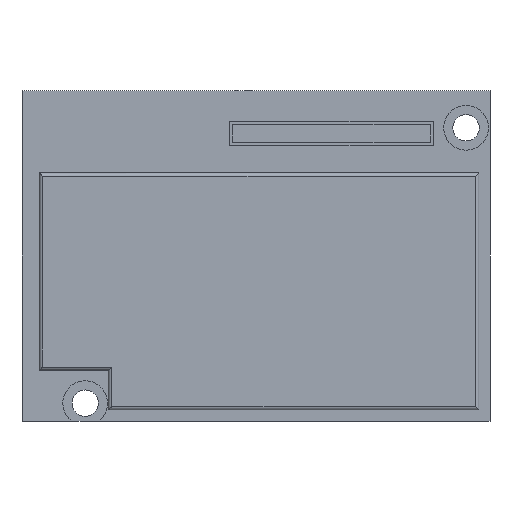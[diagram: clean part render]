
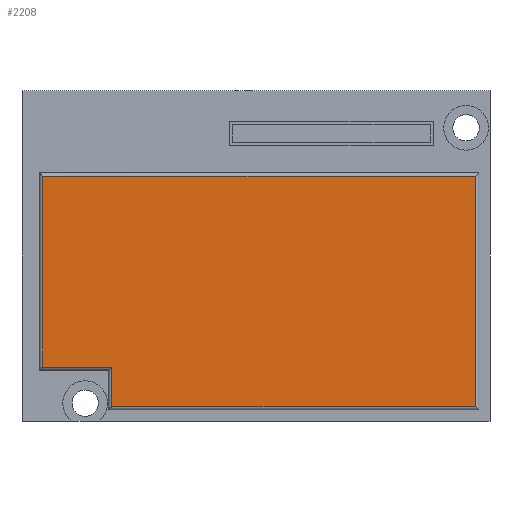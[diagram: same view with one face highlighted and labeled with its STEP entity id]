
A CAD part, front view. The second image highlights one B-rep face of the part: STEP entity #2208.
In plain terms, the highlighted planar face has unit normal (0, -1, 0).
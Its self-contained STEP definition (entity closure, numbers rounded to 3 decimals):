
#110 = CARTESIAN_POINT ( 'NONE',  ( -16.22, -1.5, -8.69 ) ) ;
#133 = LINE ( 'NONE', #2025, #1579 ) ;
#197 = LINE ( 'NONE', #2386, #2801 ) ;
#282 = ORIENTED_EDGE ( 'NONE', *, *, #2083, .T. ) ;
#317 = DIRECTION ( 'NONE',  ( 0., 0., -1. ) ) ;
#326 = DIRECTION ( 'NONE',  ( 1., 0., 0. ) ) ;
#349 = DIRECTION ( 'NONE',  ( 1., 0., 0. ) ) ;
#391 = VECTOR ( 'NONE', #775, 1000. ) ;
#403 = CARTESIAN_POINT ( 'NONE',  ( -10.97, -1.5, -8.44 ) ) ;
#499 = VECTOR ( 'NONE', #317, 1000. ) ;
#501 = ORIENTED_EDGE ( 'NONE', *, *, #1580, .T. ) ;
#526 = VERTEX_POINT ( 'NONE', #2197 ) ;
#677 = CARTESIAN_POINT ( 'NONE',  ( -10.97, -1.5, -11.44 ) ) ;
#690 = CARTESIAN_POINT ( 'NONE',  ( 16.93, -1.5, -11.44 ) ) ;
#704 = EDGE_LOOP ( 'NONE', ( #1025, #282, #3007, #501, #2308, #2394 ) ) ;
#775 = DIRECTION ( 'NONE',  ( 0., 0., -1. ) ) ;
#813 = FACE_OUTER_BOUND ( 'NONE', #704, .T. ) ;
#852 = CARTESIAN_POINT ( 'NONE',  ( -16.22, -1.5, -8.44 ) ) ;
#925 = DIRECTION ( 'NONE',  ( 0., -1., 0. ) ) ;
#935 = EDGE_CURVE ( 'NONE', #526, #1676, #2137, .T. ) ;
#964 = LINE ( 'NONE', #690, #2744 ) ;
#1025 = ORIENTED_EDGE ( 'NONE', *, *, #2738, .T. ) ;
#1297 = CARTESIAN_POINT ( 'NONE',  ( 16.68, -1.5, -11.44 ) ) ;
#1396 = PLANE ( 'NONE',  #1816 ) ;
#1474 = CARTESIAN_POINT ( 'NONE',  ( -16.47, -1.5, 6.06 ) ) ;
#1579 = VECTOR ( 'NONE', #2990, 1000. ) ;
#1580 = EDGE_CURVE ( 'NONE', #2393, #526, #133, .T. ) ;
#1676 = VERTEX_POINT ( 'NONE', #1790 ) ;
#1698 = DIRECTION ( 'NONE',  ( -1., 0., 0. ) ) ;
#1790 = CARTESIAN_POINT ( 'NONE',  ( -16.22, -1.5, 6.06 ) ) ;
#1816 = AXIS2_PLACEMENT_3D ( 'NONE', #2532, #925, #2318 ) ;
#1824 = EDGE_CURVE ( 'NONE', #1676, #2181, #2101, .T. ) ;
#1848 = CARTESIAN_POINT ( 'NONE',  ( -10.97, -1.5, -11.69 ) ) ;
#2025 = CARTESIAN_POINT ( 'NONE',  ( 16.68, -1.5, 6.31 ) ) ;
#2083 = EDGE_CURVE ( 'NONE', #2335, #2542, #2154, .T. ) ;
#2101 = LINE ( 'NONE', #110, #499 ) ;
#2114 = EDGE_CURVE ( 'NONE', #2542, #2393, #964, .T. ) ;
#2137 = LINE ( 'NONE', #1474, #2677 ) ;
#2154 = LINE ( 'NONE', #1848, #391 ) ;
#2181 = VERTEX_POINT ( 'NONE', #852 ) ;
#2197 = CARTESIAN_POINT ( 'NONE',  ( 16.68, -1.5, 6.06 ) ) ;
#2208 = ADVANCED_FACE ( 'NONE', ( #813 ), #1396, .T. ) ;
#2308 = ORIENTED_EDGE ( 'NONE', *, *, #935, .T. ) ;
#2318 = DIRECTION ( 'NONE',  ( 0., 0., -1. ) ) ;
#2335 = VERTEX_POINT ( 'NONE', #403 ) ;
#2386 = CARTESIAN_POINT ( 'NONE',  ( -11.22, -1.5, -8.44 ) ) ;
#2393 = VERTEX_POINT ( 'NONE', #1297 ) ;
#2394 = ORIENTED_EDGE ( 'NONE', *, *, #1824, .T. ) ;
#2532 = CARTESIAN_POINT ( 'NONE',  ( 0., -1.5, 0. ) ) ;
#2542 = VERTEX_POINT ( 'NONE', #677 ) ;
#2677 = VECTOR ( 'NONE', #1698, 1000. ) ;
#2738 = EDGE_CURVE ( 'NONE', #2181, #2335, #197, .T. ) ;
#2744 = VECTOR ( 'NONE', #326, 1000. ) ;
#2801 = VECTOR ( 'NONE', #349, 1000. ) ;
#2990 = DIRECTION ( 'NONE',  ( 0., 0., 1. ) ) ;
#3007 = ORIENTED_EDGE ( 'NONE', *, *, #2114, .T. ) ;
